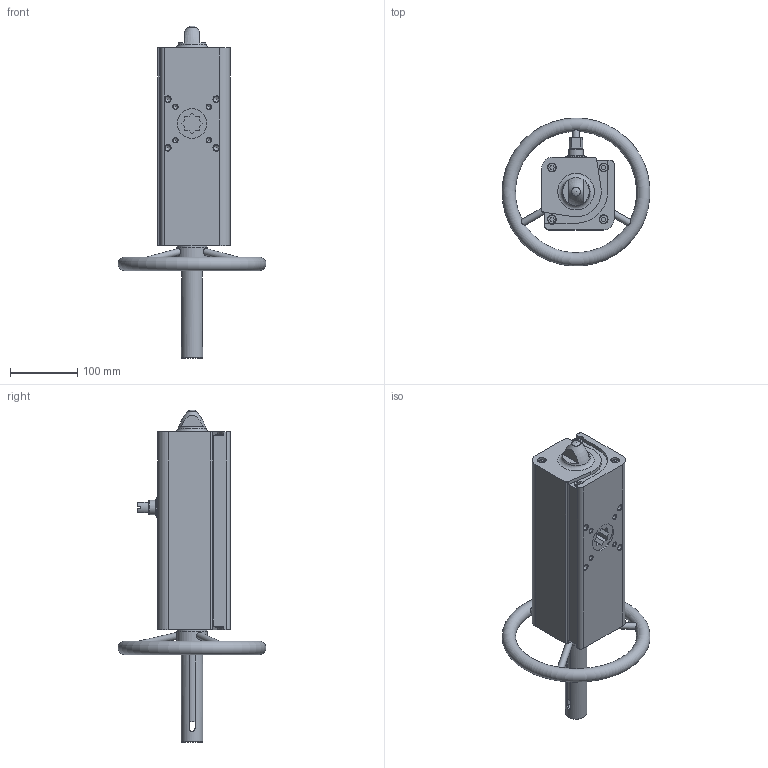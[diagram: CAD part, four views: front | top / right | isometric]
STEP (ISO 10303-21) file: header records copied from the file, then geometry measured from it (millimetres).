
FILE_DESCRIPTION(/* description */ ('STEP AP214'),/* implementation_level */ '2;1');
FILE_NAME(/* name */ '8005015_DAPS-0180-090-R-F0710-MW-T6',/* time_stamp */ '2024-08-13T16:32:55+02:00',/* author */ ('License CC BY-ND 4.0'),/* organization */ ('CADENAS'),/* preprocessor_version */ 'ST-DEVELOPER v19.3',/* originating_system */ 'PARTsolutions',/* authorisation */ ' ');
FILE_SCHEMA (('AUTOMOTIVE_DESIGN {1 0 10303 214 3 1 1}'));
Length unit declared in the file: millimetre
Products named in the file (3): 8005015 DAPS-0180-090-R-F0710-MW-T6---0; 8005015 DAPS-0180-090-R-F0710-MW-T6---(1); 8005015 DAPS-0180-090-R-F0710-MW-T6---(2)
Assembly tree (2 placements, depth 2):
  8005015 DAPS-0180-090-R-F0710-MW-T6---0
    8005015 DAPS-0180-090-R-F0710-MW-T6---(1)
    8005015 DAPS-0180-090-R-F0710-MW-T6---(2)
Bounding box: 219.74 x 219.81 x 493.2 mm (x, y, z)
Volume: 3630413.9 mm3; surface area: 251413.2 mm2
Topology: 2 solids, 2 shells, 271 faces, 701 edges, 452 vertices
Faces by surface type: plane 145, cylinder 71, cone 42, torus 12, sphere 1
Full cylindrical faces by diameter (mm): 4.134 x8, 4.917 x1, 6.647 x4, 8.376 x4, 8.566 x2, 10 x3, 13 x8, 22 x1, 25 x1, 27 x1, 31 x2, 32 x1, 44 x2, 46 x1
Entity records: 7622 total; most frequent: CARTESIAN_POINT 1442, DIRECTION 1274, ORIENTED_EDGE 1116, EDGE_CURVE 558, AXIS2_PLACEMENT_3D 462, VERTEX_POINT 423, FACE_BOUND 411, EDGE_LOOP 392
